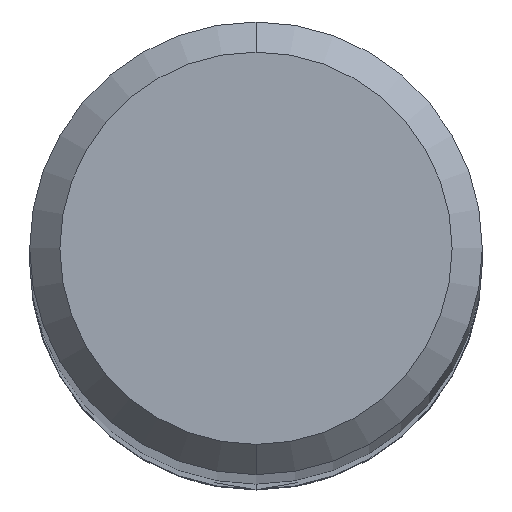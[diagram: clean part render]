
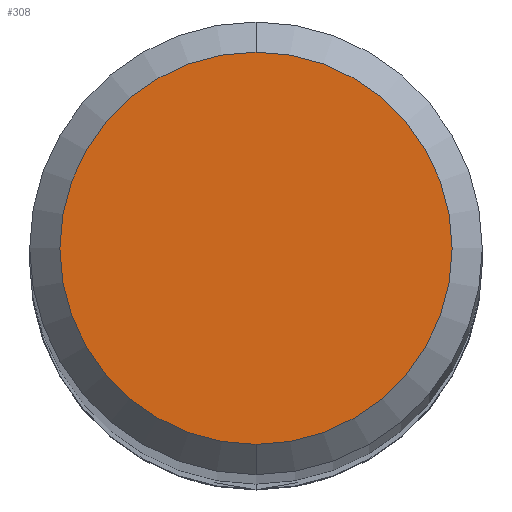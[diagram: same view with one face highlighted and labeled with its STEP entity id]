
A CAD part, top view. The second image highlights one B-rep face of the part: STEP entity #308.
In plain terms, the highlighted planar face has unit normal (0, 0, 1).
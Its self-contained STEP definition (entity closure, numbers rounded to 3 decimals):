
#210=VERTEX_POINT('',#530);
#236=EDGE_CURVE('',#256,#210,#560,.T.);
#256=VERTEX_POINT('',#581);
#308=ADVANCED_FACE('',(#641),#642,.T.);
#318=EDGE_CURVE('',#210,#256,#652,.T.);
#530=CARTESIAN_POINT('',(0.0,2.6,0.0));
#560=CIRCLE('',#947,2.6);
#581=CARTESIAN_POINT('',(0.,-2.6,0.0));
#641=FACE_OUTER_BOUND('',#1093,.T.);
#642=PLANE('',#1094);
#652=CIRCLE('',#1144,2.6);
#947=AXIS2_PLACEMENT_3D('',#1550,#1551,#1552);
#1093=EDGE_LOOP('',(#1648,#1649));
#1094=AXIS2_PLACEMENT_3D('',#1650,#1651,#1652);
#1144=AXIS2_PLACEMENT_3D('',#1654,#1655,#1656);
#1550=CARTESIAN_POINT('',(0.0,0.0,0.0));
#1551=DIRECTION('',(0.0,0.0,-1.0));
#1552=DIRECTION('',(0.0,1.0,0.0));
#1648=ORIENTED_EDGE('',*,*,#318,.F.);
#1649=ORIENTED_EDGE('',*,*,#236,.F.);
#1650=CARTESIAN_POINT('',(0.0,1.3,0.0));
#1651=DIRECTION('',(-0.0,0.0,1.0));
#1652=DIRECTION('',(0.0,-1.0,0.0));
#1654=CARTESIAN_POINT('',(0.0,0.0,0.0));
#1655=DIRECTION('',(0.0,0.0,-1.0));
#1656=DIRECTION('',(0.0,1.0,0.0));
